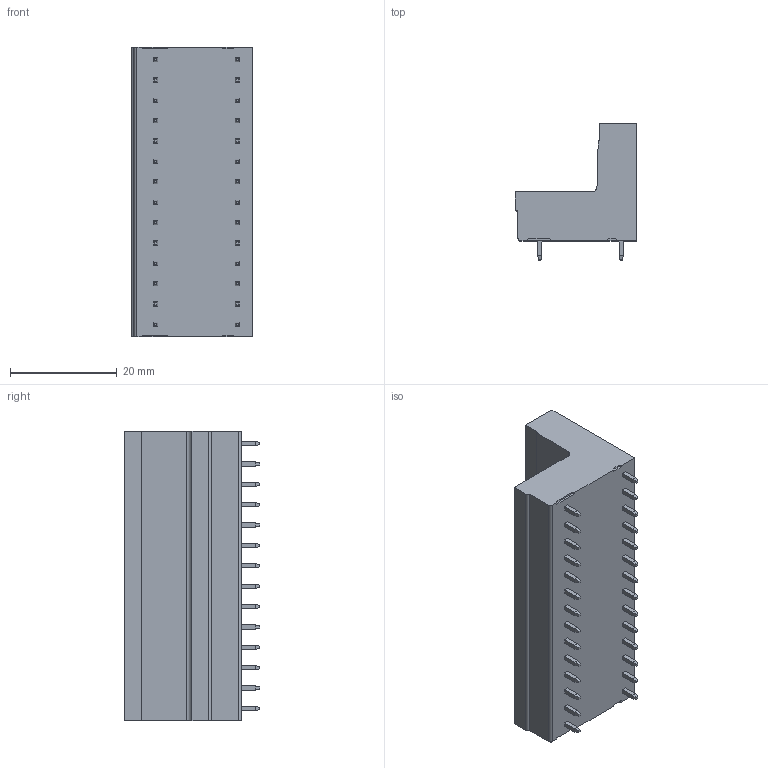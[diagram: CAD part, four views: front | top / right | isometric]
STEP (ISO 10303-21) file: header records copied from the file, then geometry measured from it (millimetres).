
FILE_DESCRIPTION((''),'2;1');
FILE_NAME('TLPHDC-105V-1','2024-09-19T14:27:49',('sheji109'),(''),'CREO PARAMETRIC BY PTC INC, 2018100','CREO PARAMETRIC BY PTC INC, 2018100','');
FILE_SCHEMA(('CONFIG_CONTROL_DESIGN'));
Length unit declared in the file: millimetre
Products named in the file (1): TLPHDC-105V-1
Bounding box: 22.7 x 25.4 x 54.13 mm (x, y, z)
Volume: 12622.6 mm3; surface area: 12979.8 mm2
Topology: 1 solids, 14 shells, 1886 faces, 4865 edges, 3106 vertices
Faces by surface type: plane 1715, cylinder 129, cone 28, sphere 14
Entity records: 56264 total; most frequent: CARTESIAN_POINT 10370, ORIENTED_EDGE 9702, DIRECTION 8872, EDGE_CURVE 4851, VECTOR 4356, LINE 4356, VERTEX_POINT 3106, AXIS2_PLACEMENT_3D 2258
